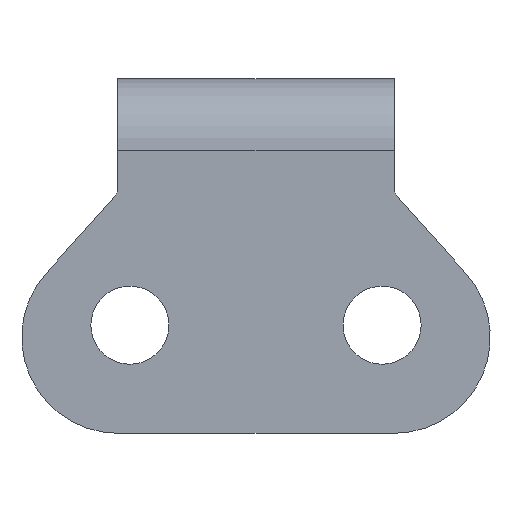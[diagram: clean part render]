
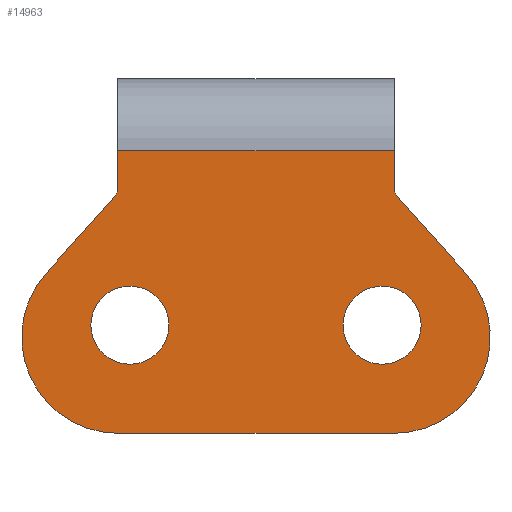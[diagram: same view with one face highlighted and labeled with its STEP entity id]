
A CAD part, front view. The second image highlights one B-rep face of the part: STEP entity #14963.
In plain terms, the highlighted planar face has unit normal (0, -1, 0).
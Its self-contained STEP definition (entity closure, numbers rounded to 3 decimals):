
#23 = DIRECTION ( 'NONE',  ( 0., 1., 0. ) ) ;
#89 = DIRECTION ( 'NONE',  ( -0.667, 0., 0.745 ) ) ;
#211 = EDGE_LOOP ( 'NONE', ( #1205, #6255 ) ) ;
#243 = VERTEX_POINT ( 'NONE', #890 ) ;
#264 = CIRCLE ( 'NONE', #2349, 3.25 ) ;
#375 = CARTESIAN_POINT ( 'NONE',  ( -10.5, 0., -32.25 ) ) ;
#774 = EDGE_CURVE ( 'NONE', #15157, #11265, #9320, .T. ) ;
#890 = CARTESIAN_POINT ( 'NONE',  ( -10.5, 0., -25.75 ) ) ;
#1083 = CARTESIAN_POINT ( 'NONE',  ( 12.5, 0., -17.618 ) ) ;
#1205 = ORIENTED_EDGE ( 'NONE', *, *, #774, .T. ) ;
#1273 = VECTOR ( 'NONE', #15738, 1000. ) ;
#1790 = VERTEX_POINT ( 'NONE', #375 ) ;
#1835 = VERTEX_POINT ( 'NONE', #2925 ) ;
#2032 = DIRECTION ( 'NONE',  ( 0., 0., -1. ) ) ;
#2179 = DIRECTION ( 'NONE',  ( 0., 1., 0. ) ) ;
#2246 = ORIENTED_EDGE ( 'NONE', *, *, #7939, .T. ) ;
#2349 = AXIS2_PLACEMENT_3D ( 'NONE', #8255, #9638, #13317 ) ;
#2586 = VERTEX_POINT ( 'NONE', #10405 ) ;
#2781 = EDGE_CURVE ( 'NONE', #2586, #5457, #7711, .T. ) ;
#2925 = CARTESIAN_POINT ( 'NONE',  ( -11.755, 0., -18.285 ) ) ;
#2942 = CARTESIAN_POINT ( 'NONE',  ( -11.5, 0., -38. ) ) ;
#3052 = LINE ( 'NONE', #15175, #12691 ) ;
#3059 = CIRCLE ( 'NONE', #8084, 8. ) ;
#3253 = CIRCLE ( 'NONE', #7364, 8. ) ;
#3256 = LINE ( 'NONE', #3664, #9557 ) ;
#3446 = CARTESIAN_POINT ( 'NONE',  ( -11.5, 0., -17.618 ) ) ;
#3578 = DIRECTION ( 'NONE',  ( 0., 0., -1. ) ) ;
#3664 = CARTESIAN_POINT ( 'NONE',  ( 11.5, 0., -8.485 ) ) ;
#3730 = CARTESIAN_POINT ( 'NONE',  ( 11.5, 0., -14.485 ) ) ;
#3781 = EDGE_CURVE ( 'NONE', #1835, #7907, #15484, .T. ) ;
#4012 = CARTESIAN_POINT ( 'NONE',  ( 11.5, 0., -18. ) ) ;
#4356 = ORIENTED_EDGE ( 'NONE', *, *, #13557, .T. ) ;
#4398 = AXIS2_PLACEMENT_3D ( 'NONE', #7477, #15068, #3578 ) ;
#4410 = ORIENTED_EDGE ( 'NONE', *, *, #10262, .T. ) ;
#4454 = LINE ( 'NONE', #13656, #10332 ) ;
#4596 = VERTEX_POINT ( 'NONE', #11781 ) ;
#4705 = DIRECTION ( 'NONE',  ( 0., 1., 0. ) ) ;
#4817 = CARTESIAN_POINT ( 'NONE',  ( -17.463, 0., -24.667 ) ) ;
#5056 = DIRECTION ( 'NONE',  ( 0., -1., 0. ) ) ;
#5107 = DIRECTION ( 'NONE',  ( 0., 0., -1. ) ) ;
#5169 = AXIS2_PLACEMENT_3D ( 'NONE', #12413, #6204, #6256 ) ;
#5365 = EDGE_CURVE ( 'NONE', #1790, #243, #264, .T. ) ;
#5457 = VERTEX_POINT ( 'NONE', #2942 ) ;
#6204 = DIRECTION ( 'NONE',  ( 0., 1., 0. ) ) ;
#6229 = VECTOR ( 'NONE', #89, 1000. ) ;
#6255 = ORIENTED_EDGE ( 'NONE', *, *, #15513, .T. ) ;
#6256 = DIRECTION ( 'NONE',  ( 0., 0., 1. ) ) ;
#6556 = ORIENTED_EDGE ( 'NONE', *, *, #8963, .T. ) ;
#6735 = DIRECTION ( 'NONE',  ( 0., 0., -1. ) ) ;
#6910 = ORIENTED_EDGE ( 'NONE', *, *, #9928, .T. ) ;
#6929 = CARTESIAN_POINT ( 'NONE',  ( -17.463, 0., -24.667 ) ) ;
#7364 = AXIS2_PLACEMENT_3D ( 'NONE', #10000, #5056, #5107 ) ;
#7477 = CARTESIAN_POINT ( 'NONE',  ( 19.5, 0., -14.485 ) ) ;
#7711 = LINE ( 'NONE', #9179, #10069 ) ;
#7756 = AXIS2_PLACEMENT_3D ( 'NONE', #11313, #23, #8812 ) ;
#7907 = VERTEX_POINT ( 'NONE', #4817 ) ;
#7939 = EDGE_CURVE ( 'NONE', #10233, #13589, #13906, .T. ) ;
#8084 = AXIS2_PLACEMENT_3D ( 'NONE', #12532, #16238, #8680 ) ;
#8118 = EDGE_LOOP ( 'NONE', ( #4356, #11687 ) ) ;
#8187 = FACE_BOUND ( 'NONE', #211, .T. ) ;
#8255 = CARTESIAN_POINT ( 'NONE',  ( -10.5, 0., -29. ) ) ;
#8304 = ORIENTED_EDGE ( 'NONE', *, *, #11281, .T. ) ;
#8676 = ORIENTED_EDGE ( 'NONE', *, *, #3781, .T. ) ;
#8680 = DIRECTION ( 'NONE',  ( 0., 0., 1. ) ) ;
#8812 = DIRECTION ( 'NONE',  ( 0., 0., 1. ) ) ;
#8860 = DIRECTION ( 'NONE',  ( 0., 0., 1. ) ) ;
#8963 = EDGE_CURVE ( 'NONE', #14386, #1835, #16265, .T. ) ;
#9179 = CARTESIAN_POINT ( 'NONE',  ( 19.5, 0., -38. ) ) ;
#9320 = CIRCLE ( 'NONE', #11418, 3.25 ) ;
#9557 = VECTOR ( 'NONE', #8860, 1000. ) ;
#9576 = DIRECTION ( 'NONE',  ( 0., 1., 0. ) ) ;
#9638 = DIRECTION ( 'NONE',  ( 0., 1., 0. ) ) ;
#9928 = EDGE_CURVE ( 'NONE', #2586, #14385, #3253, .T. ) ;
#10000 = CARTESIAN_POINT ( 'NONE',  ( 11.5, 0., -30. ) ) ;
#10044 = CARTESIAN_POINT ( 'NONE',  ( 11.5, 0., -17.618 ) ) ;
#10066 = ORIENTED_EDGE ( 'NONE', *, *, #11015, .T. ) ;
#10069 = VECTOR ( 'NONE', #11714, 1000. ) ;
#10233 = VERTEX_POINT ( 'NONE', #15273 ) ;
#10262 = EDGE_CURVE ( 'NONE', #14385, #10233, #11318, .T. ) ;
#10332 = VECTOR ( 'NONE', #13798, 1000. ) ;
#10405 = CARTESIAN_POINT ( 'NONE',  ( 11.5, 0., -38. ) ) ;
#10558 = CIRCLE ( 'NONE', #5169, 3.25 ) ;
#10789 = CARTESIAN_POINT ( 'NONE',  ( -12.5, 0., -17.618 ) ) ;
#10980 = CARTESIAN_POINT ( 'NONE',  ( 17.463, 0., -24.667 ) ) ;
#11015 = EDGE_CURVE ( 'NONE', #15060, #4596, #4454, .T. ) ;
#11046 = ORIENTED_EDGE ( 'NONE', *, *, #15985, .T. ) ;
#11265 = VERTEX_POINT ( 'NONE', #16286 ) ;
#11281 = EDGE_CURVE ( 'NONE', #7907, #5457, #3059, .T. ) ;
#11313 = CARTESIAN_POINT ( 'NONE',  ( 10.5, 0., -29. ) ) ;
#11318 = LINE ( 'NONE', #4012, #6229 ) ;
#11418 = AXIS2_PLACEMENT_3D ( 'NONE', #13463, #2179, #13626 ) ;
#11626 = EDGE_CURVE ( 'NONE', #13589, #15060, #3256, .T. ) ;
#11687 = ORIENTED_EDGE ( 'NONE', *, *, #5365, .T. ) ;
#11714 = DIRECTION ( 'NONE',  ( -1., 0., 0. ) ) ;
#11774 = AXIS2_PLACEMENT_3D ( 'NONE', #10789, #9576, #2032 ) ;
#11781 = CARTESIAN_POINT ( 'NONE',  ( -11.5, 0., -14.485 ) ) ;
#11810 = EDGE_LOOP ( 'NONE', ( #4410, #2246, #15265, #10066, #11046, #6556, #8676, #8304, #15762, #6910 ) ) ;
#12413 = CARTESIAN_POINT ( 'NONE',  ( -10.5, 0., -29. ) ) ;
#12532 = CARTESIAN_POINT ( 'NONE',  ( -11.5, 0., -30. ) ) ;
#12691 = VECTOR ( 'NONE', #6735, 1000. ) ;
#13317 = DIRECTION ( 'NONE',  ( 0., 0., 1. ) ) ;
#13463 = CARTESIAN_POINT ( 'NONE',  ( 10.5, 0., -29. ) ) ;
#13486 = DIRECTION ( 'NONE',  ( 0., 0., -1. ) ) ;
#13557 = EDGE_CURVE ( 'NONE', #243, #1790, #10558, .T. ) ;
#13589 = VERTEX_POINT ( 'NONE', #10044 ) ;
#13626 = DIRECTION ( 'NONE',  ( 0., 0., 1. ) ) ;
#13651 = PLANE ( 'NONE',  #4398 ) ;
#13656 = CARTESIAN_POINT ( 'NONE',  ( 19.5, 0., -14.485 ) ) ;
#13798 = DIRECTION ( 'NONE',  ( -1., 0., 0. ) ) ;
#13906 = CIRCLE ( 'NONE', #15567, 1. ) ;
#14270 = FACE_BOUND ( 'NONE', #8118, .T. ) ;
#14385 = VERTEX_POINT ( 'NONE', #10980 ) ;
#14386 = VERTEX_POINT ( 'NONE', #3446 ) ;
#14901 = FACE_OUTER_BOUND ( 'NONE', #11810, .T. ) ;
#14963 = ADVANCED_FACE ( 'NONE', ( #8187, #14270, #14901 ), #13651, .T. ) ;
#15060 = VERTEX_POINT ( 'NONE', #3730 ) ;
#15068 = DIRECTION ( 'NONE',  ( 0., -1., 0. ) ) ;
#15157 = VERTEX_POINT ( 'NONE', #15456 ) ;
#15175 = CARTESIAN_POINT ( 'NONE',  ( -11.5, 0., -8.485 ) ) ;
#15265 = ORIENTED_EDGE ( 'NONE', *, *, #11626, .T. ) ;
#15273 = CARTESIAN_POINT ( 'NONE',  ( 11.755, 0., -18.285 ) ) ;
#15456 = CARTESIAN_POINT ( 'NONE',  ( 10.5, 0., -25.75 ) ) ;
#15484 = LINE ( 'NONE', #6929, #1273 ) ;
#15513 = EDGE_CURVE ( 'NONE', #11265, #15157, #15857, .T. ) ;
#15567 = AXIS2_PLACEMENT_3D ( 'NONE', #1083, #4705, #13486 ) ;
#15738 = DIRECTION ( 'NONE',  ( -0.667, 0., -0.745 ) ) ;
#15762 = ORIENTED_EDGE ( 'NONE', *, *, #2781, .F. ) ;
#15857 = CIRCLE ( 'NONE', #7756, 3.25 ) ;
#15985 = EDGE_CURVE ( 'NONE', #4596, #14386, #3052, .T. ) ;
#16238 = DIRECTION ( 'NONE',  ( 0., -1., 0. ) ) ;
#16265 = CIRCLE ( 'NONE', #11774, 1. ) ;
#16286 = CARTESIAN_POINT ( 'NONE',  ( 10.5, 0., -32.25 ) ) ;
